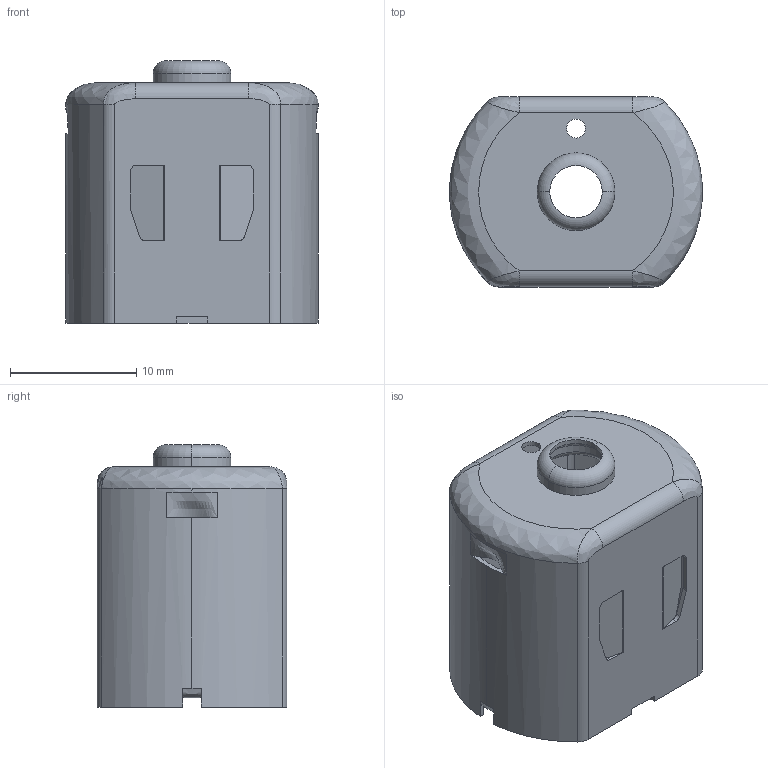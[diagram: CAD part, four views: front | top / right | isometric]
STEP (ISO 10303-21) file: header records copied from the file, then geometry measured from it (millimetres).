
FILE_DESCRIPTION (( 'STEP AP203' ), '1' );
FILE_NAME ('Housing.STEP', '2021-03-19T00:07:03', ( '' ), ( '' ), 'SwSTEP 2.0', 'SolidWorks 2018', '' );
FILE_SCHEMA (( 'CONFIG_CONTROL_DESIGN' ));
Length unit declared in the file: millimetre
Products named in the file (1): Housing
Bounding box: 20 x 15 x 20.75 mm (x, y, z)
Volume: 501.1 mm3; surface area: 2730.1 mm2
Topology: 1 solids, 1 shells, 122 faces, 334 edges, 212 vertices
Faces by surface type: plane 50, cylinder 42, bspline 20, torus 6, cone 4
Entity records: 6437 total; most frequent: CARTESIAN_POINT 3375, ORIENTED_EDGE 668, DIRECTION 578, EDGE_CURVE 334, VERTEX_POINT 212, AXIS2_PLACEMENT_3D 209, VECTOR 160, LINE 160
